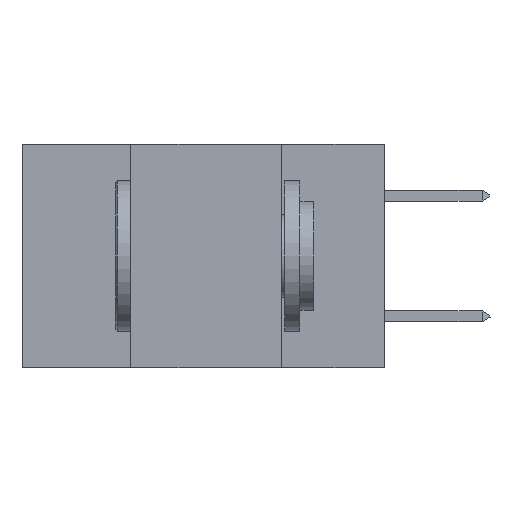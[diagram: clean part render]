
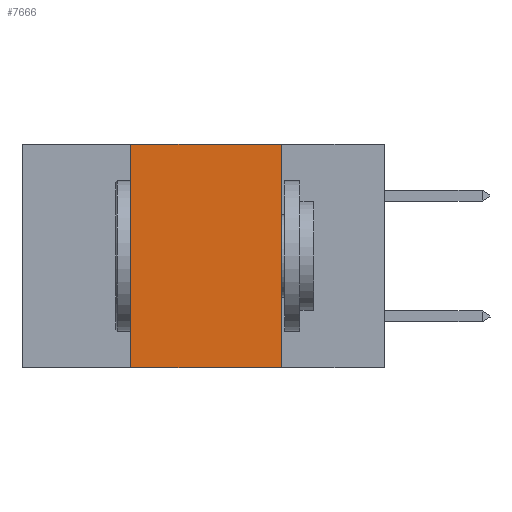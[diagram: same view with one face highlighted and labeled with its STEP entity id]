
A CAD part, left-side view. The second image highlights one B-rep face of the part: STEP entity #7666.
In plain terms, the highlighted planar face has unit normal (-1, 0, 0).
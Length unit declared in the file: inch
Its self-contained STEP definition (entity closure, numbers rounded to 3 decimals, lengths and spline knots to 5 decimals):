
#4127 = LINE ( 'NONE', #15584, #25832 ) ;
#5161 = VERTEX_POINT ( 'NONE', #14905 ) ;
#7666 = ADVANCED_FACE ( 'NONE', ( #17089 ), #10634, .F. ) ;
#9270 = VECTOR ( 'NONE', #23432, 39.37008 ) ;
#9401 = LINE ( 'NONE', #25935, #29346 ) ;
#9763 = AXIS2_PLACEMENT_3D ( 'NONE', #34869, #29605, #13365 ) ;
#10133 = LINE ( 'NONE', #12476, #9270 ) ;
#10363 = EDGE_CURVE ( 'NONE', #14041, #22862, #4127, .T. ) ;
#10634 = PLANE ( 'NONE',  #9763 ) ;
#10683 = CARTESIAN_POINT ( 'NONE',  ( 0., 0.17, 0. ) ) ;
#10799 = EDGE_LOOP ( 'NONE', ( #24509, #28509, #12041, #11603 ) ) ;
#11603 = ORIENTED_EDGE ( 'NONE', *, *, #35123, .T. ) ;
#11835 = DIRECTION ( 'NONE',  ( 0., -1., 0. ) ) ;
#12041 = ORIENTED_EDGE ( 'NONE', *, *, #28401, .F. ) ;
#12476 = CARTESIAN_POINT ( 'NONE',  ( 0., 0.17, 0. ) ) ;
#13365 = DIRECTION ( 'NONE',  ( 0., 0., -1. ) ) ;
#13558 = VECTOR ( 'NONE', #11835, 39.37008 ) ;
#14041 = VERTEX_POINT ( 'NONE', #31395 ) ;
#14905 = CARTESIAN_POINT ( 'NONE',  ( 0., 0.42, -0.37 ) ) ;
#15584 = CARTESIAN_POINT ( 'NONE',  ( 0., 0.6, 0. ) ) ;
#17089 = FACE_OUTER_BOUND ( 'NONE', #10799, .T. ) ;
#22862 = VERTEX_POINT ( 'NONE', #10683 ) ;
#23432 = DIRECTION ( 'NONE',  ( 0., 0., -1. ) ) ;
#24509 = ORIENTED_EDGE ( 'NONE', *, *, #24596, .F. ) ;
#24596 = EDGE_CURVE ( 'NONE', #22862, #34249, #10133, .T. ) ;
#25832 = VECTOR ( 'NONE', #31785, 39.37008 ) ;
#25935 = CARTESIAN_POINT ( 'NONE',  ( 0., 0.42, 0. ) ) ;
#28401 = EDGE_CURVE ( 'NONE', #5161, #14041, #9401, .T. ) ;
#28509 = ORIENTED_EDGE ( 'NONE', *, *, #10363, .F. ) ;
#29346 = VECTOR ( 'NONE', #34010, 39.37008 ) ;
#29605 = DIRECTION ( 'NONE',  ( 1., 0., 0. ) ) ;
#29676 = LINE ( 'NONE', #30784, #13558 ) ;
#30784 = CARTESIAN_POINT ( 'NONE',  ( 0., 0.6, -0.37 ) ) ;
#31395 = CARTESIAN_POINT ( 'NONE',  ( 0., 0.42, 0. ) ) ;
#31785 = DIRECTION ( 'NONE',  ( 0., -1., 0. ) ) ;
#34010 = DIRECTION ( 'NONE',  ( 0., 0., 1. ) ) ;
#34249 = VERTEX_POINT ( 'NONE', #34930 ) ;
#34869 = CARTESIAN_POINT ( 'NONE',  ( 0., 0.6, 0. ) ) ;
#34930 = CARTESIAN_POINT ( 'NONE',  ( 0., 0.17, -0.37 ) ) ;
#35123 = EDGE_CURVE ( 'NONE', #5161, #34249, #29676, .T. ) ;
